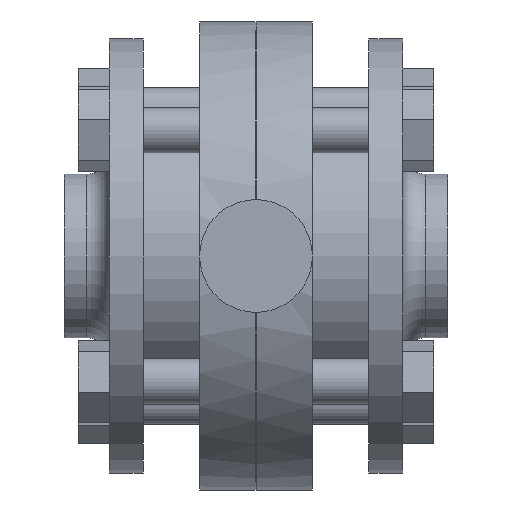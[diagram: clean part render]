
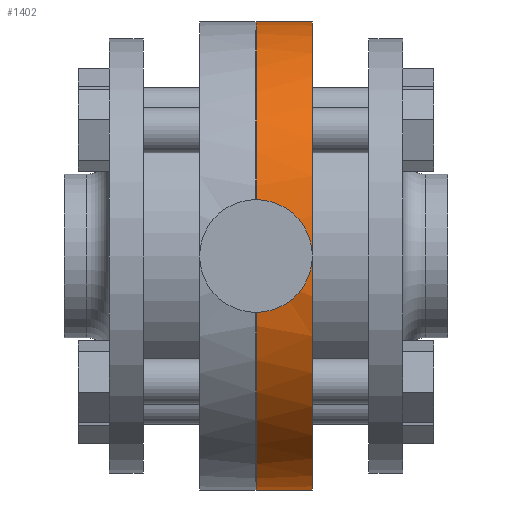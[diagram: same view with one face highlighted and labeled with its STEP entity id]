
A CAD part, front view. The second image highlights one B-rep face of the part: STEP entity #1402.
In plain terms, the highlighted cylindrical face has radius 41.5 mm (diameter 83 mm), a partial arc.
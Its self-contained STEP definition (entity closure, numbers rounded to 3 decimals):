
#77 = CARTESIAN_POINT ( 'NONE',  ( 5.469, -41.427, -2.475 ) ) ;
#85 = CARTESIAN_POINT ( 'NONE',  ( 6., -41.5, 0.396 ) ) ;
#93 = CARTESIAN_POINT ( 'NONE',  ( 0., 0., 0. ) ) ;
#157 = CIRCLE ( 'NONE', #2680, 41.5 ) ;
#206 = DIRECTION ( 'NONE',  ( -1., 0., 0. ) ) ;
#224 = CARTESIAN_POINT ( 'NONE',  ( 4.519, -41.311, 3.966 ) ) ;
#249 = AXIS2_PLACEMENT_3D ( 'NONE', #93, #1510, #477 ) ;
#274 = CARTESIAN_POINT ( 'NONE',  ( 5.55, -41.437, 2.304 ) ) ;
#332 = VERTEX_POINT ( 'NONE', #1374 ) ;
#408 = VECTOR ( 'NONE', #206, 1000. ) ;
#424 = CARTESIAN_POINT ( 'NONE',  ( 2.117, -41.118, 5.617 ) ) ;
#434 = CARTESIAN_POINT ( 'NONE',  ( 5.199, -41.392, -3.002 ) ) ;
#477 = DIRECTION ( 'NONE',  ( 0., 0., 1. ) ) ;
#484 = ORIENTED_EDGE ( 'NONE', *, *, #2493, .F. ) ;
#485 = CARTESIAN_POINT ( 'NONE',  ( 4.767, -41.339, 3.665 ) ) ;
#496 = CARTESIAN_POINT ( 'NONE',  ( 2.662, -41.149, 5.391 ) ) ;
#554 = CARTESIAN_POINT ( 'NONE',  ( 0., -41.064, 6. ) ) ;
#622 = CARTESIAN_POINT ( 'NONE',  ( 0., 0., -41.5 ) ) ;
#650 = CARTESIAN_POINT ( 'NONE',  ( 0.794, -41.07, -5.96 ) ) ;
#685 = ORIENTED_EDGE ( 'NONE', *, *, #1094, .F. ) ;
#697 = CARTESIAN_POINT ( 'NONE',  ( 5.198, -41.392, 3.003 ) ) ;
#707 = CARTESIAN_POINT ( 'NONE',  ( 5.961, -41.494, -0.785 ) ) ;
#714 = CARTESIAN_POINT ( 'NONE',  ( 3.966, -41.254, -4.52 ) ) ;
#754 = CARTESIAN_POINT ( 'NONE',  ( 10., 0., 0. ) ) ;
#854 = CARTESIAN_POINT ( 'NONE',  ( 5.098, -41.379, -3.17 ) ) ;
#871 = VECTOR ( 'NONE', #1435, 1000. ) ;
#890 = EDGE_LOOP ( 'NONE', ( #685, #1410, #1673, #1137, #1827, #484 ) ) ;
#899 = CYLINDRICAL_SURFACE ( 'NONE', #249, 41.5 ) ;
#914 = CARTESIAN_POINT ( 'NONE',  ( 3.177, -41.186, -5.094 ) ) ;
#929 = B_SPLINE_CURVE_WITH_KNOTS ( 'NONE', 3,
 ( #1636, #2268, #1011, #2461, #1228, #1644, #424, #496, #1469, #1743, #2565, #224, #485, #1948, #697, #2574, #274, #1479, #2094, #1328, #1682, #85, #1938, #707, #1732, #2085, #77, #1130, #434, #854, #2143, #2356, #714, #1334, #914, #2365, #1894, #1341, #2585, #1122, #650, #1063, #1884 ),
 .UNSPECIFIED., .F., .F.,
 ( 4, 2, 2, 2, 2, 2, 2, 2, 1, 2, 2, 2, 2, 2, 2, 2, 2, 2, 2, 2, 2, 4 ),
 ( 0., 0.001, 0.002, 0.002, 0.004, 0.005, 0.006, 0.006, 0.007, 0.008, 0.008, 0.009, 0.011, 0.012, 0.012, 0.013, 0.014, 0.015, 0.016, 0.016, 0.018, 0.019 ),
 .UNSPECIFIED. ) ;
#945 = VERTEX_POINT ( 'NONE', #1330 ) ;
#959 = DIRECTION ( 'NONE',  ( 0., 0., 1. ) ) ;
#978 = VERTEX_POINT ( 'NONE', #2612 ) ;
#1011 = CARTESIAN_POINT ( 'NONE',  ( 0.787, -41.07, 5.961 ) ) ;
#1024 = CARTESIAN_POINT ( 'NONE',  ( 0., 0., 41.5 ) ) ;
#1063 = CARTESIAN_POINT ( 'NONE',  ( 0.397, -41.064, -6. ) ) ;
#1094 = EDGE_CURVE ( 'NONE', #2607, #945, #1656, .T. ) ;
#1122 = CARTESIAN_POINT ( 'NONE',  ( 1.564, -41.092, -5.806 ) ) ;
#1130 = CARTESIAN_POINT ( 'NONE',  ( 5.384, -41.415, -2.655 ) ) ;
#1137 = ORIENTED_EDGE ( 'NONE', *, *, #1481, .F. ) ;
#1228 = CARTESIAN_POINT ( 'NONE',  ( 1.553, -41.093, 5.799 ) ) ;
#1328 = CARTESIAN_POINT ( 'NONE',  ( 5.846, -41.478, 1.367 ) ) ;
#1330 = CARTESIAN_POINT ( 'NONE',  ( 0., 0., -41.5 ) ) ;
#1334 = CARTESIAN_POINT ( 'NONE',  ( 3.663, -41.226, -4.768 ) ) ;
#1341 = CARTESIAN_POINT ( 'NONE',  ( 2.482, -41.139, -5.466 ) ) ;
#1374 = CARTESIAN_POINT ( 'NONE',  ( 10., 0., 41.5 ) ) ;
#1386 = DIRECTION ( 'NONE',  ( -1., 0., 0. ) ) ;
#1402 = ADVANCED_FACE ( 'NONE', ( #1457 ), #899, .T. ) ;
#1410 = ORIENTED_EDGE ( 'NONE', *, *, #1629, .T. ) ;
#1435 = DIRECTION ( 'NONE',  ( -1., 0., 0. ) ) ;
#1457 = FACE_OUTER_BOUND ( 'NONE', #890, .T. ) ;
#1469 = CARTESIAN_POINT ( 'NONE',  ( 3.006, -41.173, 5.207 ) ) ;
#1479 = CARTESIAN_POINT ( 'NONE',  ( 5.683, -41.455, 1.935 ) ) ;
#1481 = EDGE_CURVE ( 'NONE', #2070, #1740, #157, .T. ) ;
#1494 = CARTESIAN_POINT ( 'NONE',  ( 10., 0., -41.5 ) ) ;
#1510 = DIRECTION ( 'NONE',  ( -1., 0., 0. ) ) ;
#1581 = LINE ( 'NONE', #1024, #871 ) ;
#1629 = EDGE_CURVE ( 'NONE', #2607, #332, #1961, .T. ) ;
#1636 = CARTESIAN_POINT ( 'NONE',  ( 0., -41.064, 6. ) ) ;
#1644 = CARTESIAN_POINT ( 'NONE',  ( 1.93, -41.109, 5.685 ) ) ;
#1656 = LINE ( 'NONE', #622, #408 ) ;
#1673 = ORIENTED_EDGE ( 'NONE', *, *, #1762, .T. ) ;
#1682 = CARTESIAN_POINT ( 'NONE',  ( 5.961, -41.494, 0.786 ) ) ;
#1720 = AXIS2_PLACEMENT_3D ( 'NONE', #754, #1386, #959 ) ;
#1723 = DIRECTION ( 'NONE',  ( 0., 0., 1. ) ) ;
#1732 = CARTESIAN_POINT ( 'NONE',  ( 5.808, -41.473, -1.555 ) ) ;
#1740 = VERTEX_POINT ( 'NONE', #2445 ) ;
#1743 = CARTESIAN_POINT ( 'NONE',  ( 3.658, -41.225, 4.772 ) ) ;
#1762 = EDGE_CURVE ( 'NONE', #332, #1740, #1581, .T. ) ;
#1779 = DIRECTION ( 'NONE',  ( -1., 0., 0. ) ) ;
#1827 = ORIENTED_EDGE ( 'NONE', *, *, #2202, .T. ) ;
#1884 = CARTESIAN_POINT ( 'NONE',  ( 0., -41.064, -6. ) ) ;
#1894 = CARTESIAN_POINT ( 'NONE',  ( 2.662, -41.15, -5.381 ) ) ;
#1938 = CARTESIAN_POINT ( 'NONE',  ( 6., -41.5, -0.387 ) ) ;
#1948 = CARTESIAN_POINT ( 'NONE',  ( 5.096, -41.379, 3.173 ) ) ;
#1961 = CIRCLE ( 'NONE', #1720, 41.5 ) ;
#1967 = AXIS2_PLACEMENT_3D ( 'NONE', #2543, #2128, #1723 ) ;
#2070 = VERTEX_POINT ( 'NONE', #554 ) ;
#2085 = CARTESIAN_POINT ( 'NONE',  ( 5.695, -41.457, -1.93 ) ) ;
#2094 = CARTESIAN_POINT ( 'NONE',  ( 5.797, -41.471, 1.56 ) ) ;
#2128 = DIRECTION ( 'NONE',  ( -1., 0., 0. ) ) ;
#2143 = CARTESIAN_POINT ( 'NONE',  ( 4.773, -41.34, -3.657 ) ) ;
#2153 = CARTESIAN_POINT ( 'NONE',  ( 0., 0., 0. ) ) ;
#2202 = EDGE_CURVE ( 'NONE', #2070, #978, #929, .T. ) ;
#2268 = CARTESIAN_POINT ( 'NONE',  ( 0.397, -41.064, 6. ) ) ;
#2356 = CARTESIAN_POINT ( 'NONE',  ( 4.525, -41.312, -3.96 ) ) ;
#2365 = CARTESIAN_POINT ( 'NONE',  ( 3.009, -41.174, -5.195 ) ) ;
#2383 = DIRECTION ( 'NONE',  ( 0., 0., 1. ) ) ;
#2445 = CARTESIAN_POINT ( 'NONE',  ( 0., 0., 41.5 ) ) ;
#2461 = CARTESIAN_POINT ( 'NONE',  ( 1.363, -41.086, 5.846 ) ) ;
#2486 = CIRCLE ( 'NONE', #1967, 41.5 ) ;
#2493 = EDGE_CURVE ( 'NONE', #945, #978, #2486, .T. ) ;
#2543 = CARTESIAN_POINT ( 'NONE',  ( 0., 0., 0. ) ) ;
#2565 = CARTESIAN_POINT ( 'NONE',  ( 3.966, -41.254, 4.519 ) ) ;
#2574 = CARTESIAN_POINT ( 'NONE',  ( 5.383, -41.415, 2.657 ) ) ;
#2585 = CARTESIAN_POINT ( 'NONE',  ( 1.938, -41.108, -5.692 ) ) ;
#2607 = VERTEX_POINT ( 'NONE', #1494 ) ;
#2612 = CARTESIAN_POINT ( 'NONE',  ( 0., -41.064, -6. ) ) ;
#2680 = AXIS2_PLACEMENT_3D ( 'NONE', #2153, #1779, #2383 ) ;
